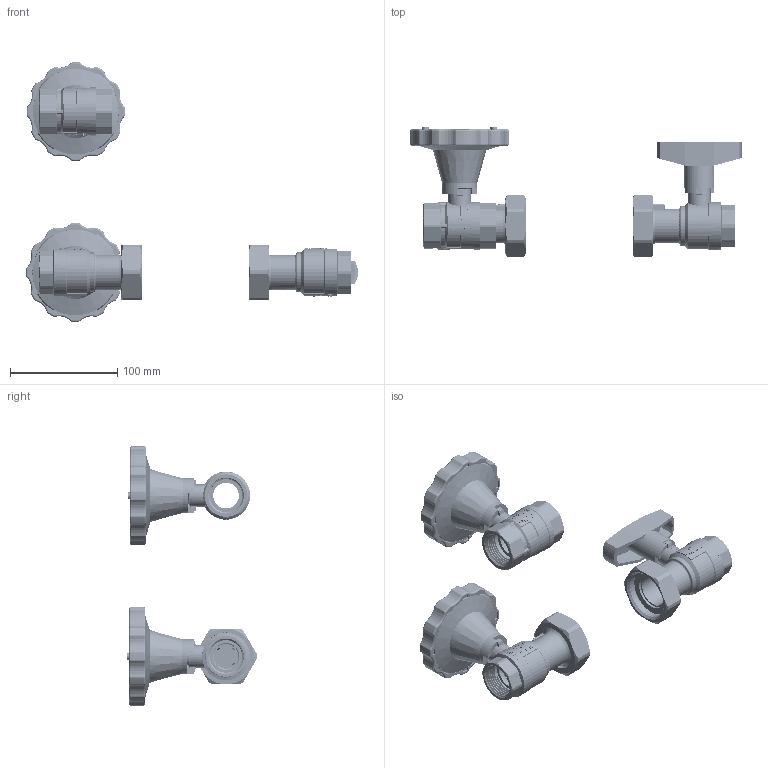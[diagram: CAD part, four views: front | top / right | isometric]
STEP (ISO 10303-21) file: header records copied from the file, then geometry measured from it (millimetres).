
FILE_DESCRIPTION(/* description */ ('Unknown'),/* implementation_level */ '2;1');
FILE_NAME(/* name */ '86100001',/* time_stamp */ '2024-06-26T13:49:22+02:00',/* author */ ('Unknown'),/* organization */ ('Unknown'),/* preprocessor_version */ 'ST-DEVELOPER v19.4',/* originating_system */ 'Solid Edge',/* authorisation */ 'Unknown');
FILE_SCHEMA (('AUTOMOTIVE_DESIGN {1 0 10303 214 3 1 1}'));
Length unit declared in the file: millimetre
Products named in the file (39): 86100001; 690-06_oa_0; WDB-06_ASM; WDB-03; WDB-01; VT0899433506-02; WDB-02-1; VT07405106Q; VT05105006Q-Z; VJ0102345006V-EN; VJ0101345006V-EN; 1095_aktuell_oa_1; VJ0101431706V; VT05105006Q; VJ0102431606V; VT42001106; VT52000306; VT40000706; VT24000206; VT09000502; VT24000306; GB-896-86-3-4; VT19000806; VT09019702; VT09011302; 98000680-68; 1081+98000680-68_oa_2; VJ0101431606V; VT0801435006_ASM; VT0801435006-2; VT0801435006-1; VT120017-M10X18-1; VT0801431006-1; 97000077-1 1_2
Assembly tree (41 placements, depth 4):
  86100001
    690-06_oa_0
      WDB-06_ASM
        WDB-03
        WDB-01
        VT0899433506-02
        WDB-02-1
      VT07405106Q
      VT05105006Q-Z
      VJ0102345006V-EN
      VJ0101345006V-EN
    1095_aktuell_oa_1
      VJ0101431706V
      VT05105006Q
      VJ0102431606V
      VT07405106Q
      VT42001106
      VT52000306
      VT40000706
      VT24000206
      VT09000502
      VT24000306
      GB-896-86-3-4
      VT19000806
      VT09019702
      VT09011302
      WDB-06_ASM
        WDB-03
        WDB-01
        VT0899433506-02
        WDB-02-1
    98000680-68
    1081+98000680-68_oa_2
      VJ0101431606V
      VT05105006Q
      VT07405106Q
      VJ0102431606V
      VT0801435006_ASM
        VT0801435006-2
        VT0801435006-1
      VT120017-M10X18-1
      VT0801431006-1
      98000680-68
      97000077-1 1_2
    97000077-1 1_2  x2
Bounding box: 309.7 x 121.44 x 241.97 mm (x, y, z)
Volume: 406152.3 mm3; surface area: 254167.4 mm2
Topology: 39 solids, 43 shells, 4387 faces, 11964 edges, 7873 vertices
Faces by surface type: plane 2588, cylinder 707, bspline 624, cone 236, torus 132, sphere 100
Full cylindrical faces by diameter (mm): 3.1 x1, 3.4 x2, 4 x1, 4.1 x1, 5 x2, 5.2 x1, 5.4 x4, 5.5 x1, 6 x4, 7 x2, 8 x3, 8.5 x17, 8.8 x3, 9 x2, 12 x9, 12.1 x3, 13 x1, 14 x4, 14.5 x1, 15 x2, 16 x3, 16.5 x12, 17 x2, 18 x2, 18.1 x1, 21 x3, 22 x1, 22.1 x1, 22.5 x5, 23 x3
Entity records: 171935 total; most frequent: CARTESIAN_POINT 72567, ORIENTED_EDGE 21498, DIRECTION 19194, EDGE_CURVE 10753, AXIS2_PLACEMENT_3D 7300, VERTEX_POINT 7264, LINE 4594, VECTOR 4594
